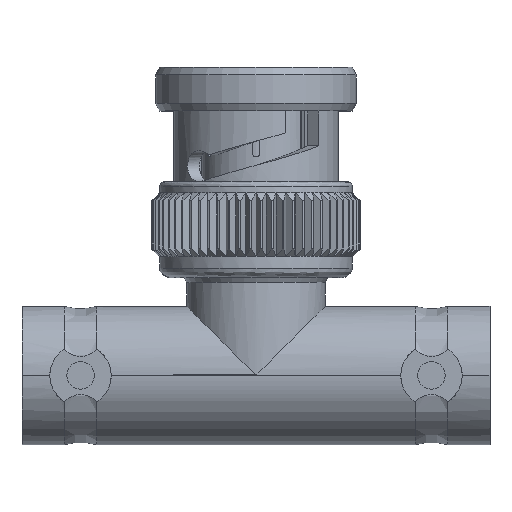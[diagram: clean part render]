
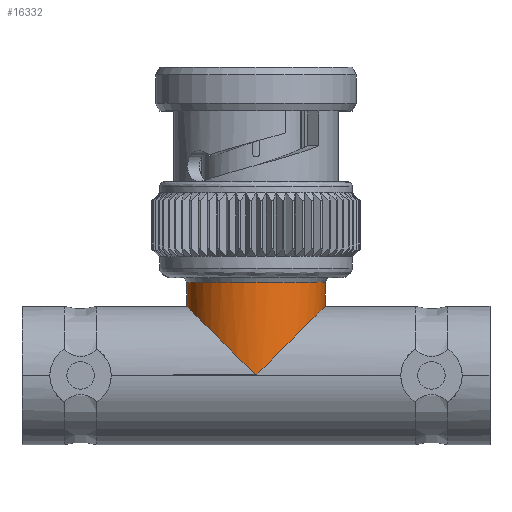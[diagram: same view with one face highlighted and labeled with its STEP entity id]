
A CAD part, top view. The second image highlights one B-rep face of the part: STEP entity #16332.
In plain terms, the highlighted cylindrical face has radius 4.8 mm (diameter 9.6 mm), a partial arc.
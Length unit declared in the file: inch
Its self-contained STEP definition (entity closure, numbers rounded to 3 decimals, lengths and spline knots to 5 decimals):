
#854 = LINE ( 'NONE', #13172, #10151 ) ;
#858 = CARTESIAN_POINT ( 'NONE',  ( 1.28701, 0.18198, 0.05154 ) ) ;
#919 = CARTESIAN_POINT ( 'NONE',  ( 1.44744, 0.02172, 0.18782 ) ) ;
#977 = CARTESIAN_POINT ( 'NONE',  ( 1.28221, 0.18678, 0.02984 ) ) ;
#1134 = ORIENTED_EDGE ( 'NONE', *, *, #1619, .F. ) ;
#1194 = CARTESIAN_POINT ( 'NONE',  ( 1.27999, 0.189, 0. ) ) ;
#1213 = CARTESIAN_POINT ( 'NONE',  ( 1.58272, 0.11379, 0.15138 ) ) ;
#1273 = CARTESIAN_POINT ( 'NONE',  ( 1.54391, 0.075, 0.17382 ) ) ;
#1619 = EDGE_CURVE ( 'NONE', #2177, #4782, #16022, .T. ) ;
#1669 = DIRECTION ( 'NONE',  ( 1., 0., 0. ) ) ;
#1798 = CIRCLE ( 'NONE', #12374, 0.18898 ) ;
#2177 = VERTEX_POINT ( 'NONE', #4276 ) ;
#2238 = CARTESIAN_POINT ( 'NONE',  ( 1.28912, 0.17988, 0.05845 ) ) ;
#2296 = CARTESIAN_POINT ( 'NONE',  ( 1.27999, 0.189, 0.00752 ) ) ;
#2353 = CARTESIAN_POINT ( 'NONE',  ( 1.32524, 0.14376, 0.12286 ) ) ;
#2482 = CARTESIAN_POINT ( 'NONE',  ( 1.52364, 0.05475, 0.18122 ) ) ;
#2618 = DIRECTION ( 'NONE',  ( 0., 0., 1. ) ) ;
#2665 = CARTESIAN_POINT ( 'NONE',  ( 1.48158, 0.01294, 0.18857 ) ) ;
#3003 = CARTESIAN_POINT ( 'NONE',  ( 1.46897, 0.29992, 0. ) ) ;
#3073 = EDGE_CURVE ( 'NONE', #15571, #4782, #13192, .T. ) ;
#3632 = CARTESIAN_POINT ( 'NONE',  ( 1.29403, 0.17496, 0.07183 ) ) ;
#3692 = CARTESIAN_POINT ( 'NONE',  ( 1.46664, 0.00371, 0.18896 ) ) ;
#3758 = CARTESIAN_POINT ( 'NONE',  ( 1.45814, 0.01119, 0.18869 ) ) ;
#3816 = CARTESIAN_POINT ( 'NONE',  ( 1.41602, 0.05303, 0.18173 ) ) ;
#3937 = ORIENTED_EDGE ( 'NONE', *, *, #17469, .T. ) ;
#4004 = CARTESIAN_POINT ( 'NONE',  ( 1.65795, 0.189, 0.00383 ) ) ;
#4064 = CARTESIAN_POINT ( 'NONE',  ( 1.5732, 0.10427, 0.15803 ) ) ;
#4276 = CARTESIAN_POINT ( 'NONE',  ( 1.65795, 0.25444, 0. ) ) ;
#4533 = CARTESIAN_POINT ( 'NONE',  ( 1.65795, 0.189, 0. ) ) ;
#4782 = VERTEX_POINT ( 'NONE', #4533 ) ;
#5030 = CARTESIAN_POINT ( 'NONE',  ( 1.31326, 0.15573, 0.10785 ) ) ;
#5151 = CARTESIAN_POINT ( 'NONE',  ( 1.3061, 0.1629, 0.09682 ) ) ;
#5207 = CARTESIAN_POINT ( 'NONE',  ( 1.42639, 0.04267, 0.18443 ) ) ;
#5333 = CARTESIAN_POINT ( 'NONE',  ( 1.63225, 0.16331, 0.0961 ) ) ;
#5447 = CARTESIAN_POINT ( 'NONE',  ( 1.64131, 0.17236, 0.07784 ) ) ;
#5509 = CARTESIAN_POINT ( 'NONE',  ( 1.65738, 0.18844, 0.01507 ) ) ;
#6338 = DIRECTION ( 'NONE',  ( 0., -1., 0. ) ) ;
#6428 = CARTESIAN_POINT ( 'NONE',  ( 1.35609, 0.11292, 0.15203 ) ) ;
#6491 = CARTESIAN_POINT ( 'NONE',  ( 1.33805, 0.13095, 0.13642 ) ) ;
#6528 = CYLINDRICAL_SURFACE ( 'NONE', #7992, 0.18898 ) ;
#6669 = CARTESIAN_POINT ( 'NONE',  ( 1.47618, 0.00777, 0.18884 ) ) ;
#6734 = CARTESIAN_POINT ( 'NONE',  ( 1.49221, 0.02342, 0.18762 ) ) ;
#6915 = CARTESIAN_POINT ( 'NONE',  ( 1.62503, 0.15609, 0.10732 ) ) ;
#7324 = ORIENTED_EDGE ( 'NONE', *, *, #13637, .F. ) ;
#7743 = EDGE_LOOP ( 'NONE', ( #7324, #3937, #15664, #1134 ) ) ;
#7810 = CARTESIAN_POINT ( 'NONE',  ( 1.3656, 0.10341, 0.15861 ) ) ;
#7878 = CARTESIAN_POINT ( 'NONE',  ( 1.27999, 0.189, 0. ) ) ;
#7990 = CARTESIAN_POINT ( 'NONE',  ( 1.65783, 0.18889, 0.00755 ) ) ;
#7992 = AXIS2_PLACEMENT_3D ( 'NONE', #3003, #9905, #1669 ) ;
#8052 = CARTESIAN_POINT ( 'NONE',  ( 1.65102, 0.18208, 0.0512 ) ) ;
#8073 = DIRECTION ( 'NONE',  ( 0., 1., 0. ) ) ;
#8106 = CARTESIAN_POINT ( 'NONE',  ( 1.65795, 0.29992, 0. ) ) ;
#8122 = CARTESIAN_POINT ( 'NONE',  ( 1.64405, 0.1751, 0.07148 ) ) ;
#9905 = DIRECTION ( 'NONE',  ( 0., -1., 0. ) ) ;
#9977 = VECTOR ( 'NONE', #17786, 39.37008 ) ;
#10035 = VERTEX_POINT ( 'NONE', #16194 ) ;
#10151 = VECTOR ( 'NONE', #6338, 39.37008 ) ;
#10461 = CARTESIAN_POINT ( 'NONE',  ( 1.47337, 0.0053, 0.18893 ) ) ;
#10580 = CARTESIAN_POINT ( 'NONE',  ( 1.46365, 0.00603, 0.18891 ) ) ;
#10649 = CARTESIAN_POINT ( 'NONE',  ( 1.46937, 0.0029, 0.18898 ) ) ;
#10762 = CARTESIAN_POINT ( 'NONE',  ( 1.64891, 0.17997, 0.05816 ) ) ;
#11258 = FACE_OUTER_BOUND ( 'NONE', #7743, .T. ) ;
#11922 = CARTESIAN_POINT ( 'NONE',  ( 1.28044, 0.18855, 0.015 ) ) ;
#11985 = CARTESIAN_POINT ( 'NONE',  ( 1.46587, 0.00428, 0.18895 ) ) ;
#12112 = CARTESIAN_POINT ( 'NONE',  ( 1.32944, 0.13956, 0.1276 ) ) ;
#12374 = AXIS2_PLACEMENT_3D ( 'NONE', #16492, #8073, #2618 ) ;
#13172 = CARTESIAN_POINT ( 'NONE',  ( 1.27999, 0.29992, 0. ) ) ;
#13192 = B_SPLINE_CURVE_WITH_KNOTS ( 'NONE', 3,
 ( #7878, #2296, #11922, #977, #14641, #858, #2238, #3632, #13334, #5151, #5030, #2353, #12112, #6491, #17484, #6428, #7810, #14766, #16096, #3816, #5207, #13381, #919, #17610, #3758, #16155, #10580, #11985, #3692, #13452, #10649, #14874, #16273, #10461, #16405, #6669, #13747, #2665, #13570, #6734, #16340, #14994, #2482, #1273, #15056, #4064, #1213, #14934, #13800, #6915, #5333, #5447, #8122, #10762, #8052, #17797, #17735, #15112, #5509, #7990, #4004, #15178 ),
 .UNSPECIFIED., .F., .F.,
 ( 4, 2, 2, 2, 2, 2, 2, 2, 2, 2, 2, 2, 2, 2, 2, 2, 2, 2, 2, 2, 2, 2, 2, 2, 2, 2, 2, 2, 2, 2, 4 ),
 ( 0.01821, 0.01878, 0.01935, 0.01993, 0.0205, 0.02164, 0.02222, 0.02279, 0.02394, 0.02508, 0.02623, 0.0268, 0.02709, 0.02723, 0.0273, 0.02738, 0.02745, 0.02752, 0.02766, 0.02795, 0.02852, 0.02967, 0.03081, 0.03196, 0.03311, 0.03425, 0.03483, 0.0354, 0.03597, 0.03626, 0.03655 ),
 .UNSPECIFIED. ) ;
#13334 = CARTESIAN_POINT ( 'NONE',  ( 1.29686, 0.17213, 0.07835 ) ) ;
#13381 = CARTESIAN_POINT ( 'NONE',  ( 1.44215, 0.02698, 0.18714 ) ) ;
#13452 = CARTESIAN_POINT ( 'NONE',  ( 1.46836, 0.00295, 0.18898 ) ) ;
#13570 = CARTESIAN_POINT ( 'NONE',  ( 1.48425, 0.01556, 0.18838 ) ) ;
#13637 = EDGE_CURVE ( 'NONE', #10035, #2177, #1798, .T. ) ;
#13747 = CARTESIAN_POINT ( 'NONE',  ( 1.47753, 0.00906, 0.18879 ) ) ;
#13800 = CARTESIAN_POINT ( 'NONE',  ( 1.60932, 0.14038, 0.12718 ) ) ;
#14641 = CARTESIAN_POINT ( 'NONE',  ( 1.28356, 0.18544, 0.03726 ) ) ;
#14766 = CARTESIAN_POINT ( 'NONE',  ( 1.38539, 0.08364, 0.16987 ) ) ;
#14874 = CARTESIAN_POINT ( 'NONE',  ( 1.47113, 0.0036, 0.18897 ) ) ;
#14934 = CARTESIAN_POINT ( 'NONE',  ( 1.60081, 0.13187, 0.13591 ) ) ;
#14994 = CARTESIAN_POINT ( 'NONE',  ( 1.51324, 0.04436, 0.18403 ) ) ;
#15056 = CARTESIAN_POINT ( 'NONE',  ( 1.55383, 0.08491, 0.16922 ) ) ;
#15112 = CARTESIAN_POINT ( 'NONE',  ( 1.65705, 0.1881, 0.01881 ) ) ;
#15178 = CARTESIAN_POINT ( 'NONE',  ( 1.65795, 0.189, 0. ) ) ;
#15571 = VERTEX_POINT ( 'NONE', #1194 ) ;
#15664 = ORIENTED_EDGE ( 'NONE', *, *, #3073, .T. ) ;
#16022 = LINE ( 'NONE', #8106, #9977 ) ;
#16096 = CARTESIAN_POINT ( 'NONE',  ( 1.39555, 0.07348, 0.17447 ) ) ;
#16155 = CARTESIAN_POINT ( 'NONE',  ( 1.46227, 0.00732, 0.18886 ) ) ;
#16194 = CARTESIAN_POINT ( 'NONE',  ( 1.27999, 0.25444, 0. ) ) ;
#16273 = CARTESIAN_POINT ( 'NONE',  ( 1.47189, 0.00415, 0.18896 ) ) ;
#16332 = ADVANCED_FACE ( 'NONE', ( #11258 ), #6528, .T. ) ;
#16340 = CARTESIAN_POINT ( 'NONE',  ( 1.49748, 0.02866, 0.18689 ) ) ;
#16405 = CARTESIAN_POINT ( 'NONE',  ( 1.47408, 0.00591, 0.18891 ) ) ;
#16492 = CARTESIAN_POINT ( 'NONE',  ( 1.46897, 0.25444, 0. ) ) ;
#17469 = EDGE_CURVE ( 'NONE', #10035, #15571, #854, .T. ) ;
#17484 = CARTESIAN_POINT ( 'NONE',  ( 1.34248, 0.12652, 0.14053 ) ) ;
#17610 = CARTESIAN_POINT ( 'NONE',  ( 1.45546, 0.01383, 0.18851 ) ) ;
#17735 = CARTESIAN_POINT ( 'NONE',  ( 1.65572, 0.18677, 0.02987 ) ) ;
#17786 = DIRECTION ( 'NONE',  ( 0., -1., 0. ) ) ;
#17797 = CARTESIAN_POINT ( 'NONE',  ( 1.65441, 0.18547, 0.03708 ) ) ;
